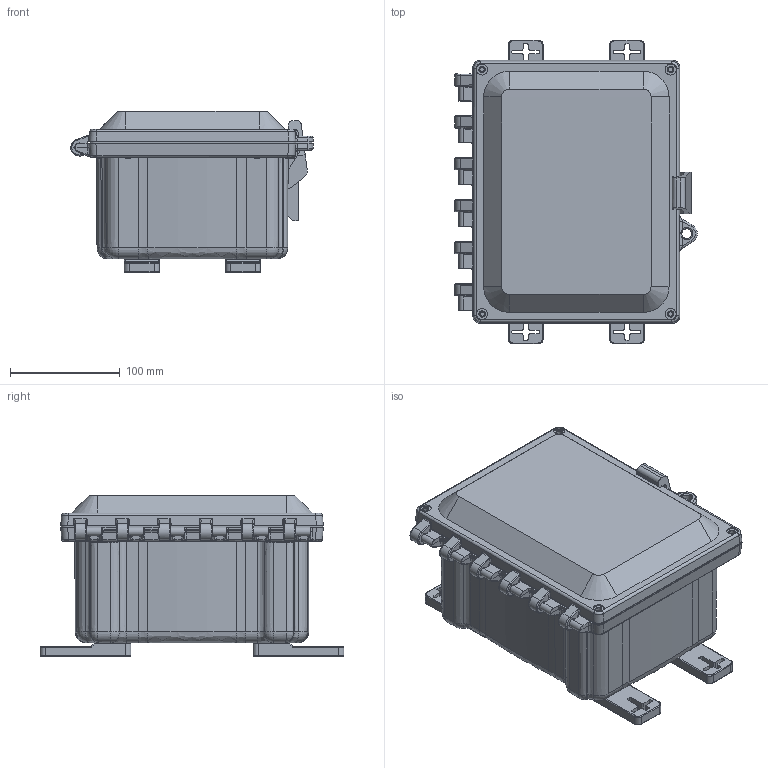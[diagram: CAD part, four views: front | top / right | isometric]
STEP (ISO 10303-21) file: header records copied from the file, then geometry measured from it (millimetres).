
FILE_DESCRIPTION (( 'STEP AP214' ), '1' );
FILE_NAME ('AH864HW.STEP', '2025-02-19T13:23:02', ( '' ), ( '' ), 'SwSTEP 2.0', 'SolidWorks 2024', '' );
FILE_SCHEMA (( 'AUTOMOTIVE_DESIGN' ));
Length unit declared in the file: inch
Products named in the file (1): AH864HW
Bounding box: 220.38 x 276.23 x 146.94 mm (x, y, z)
Volume: 952304 mm3; surface area: 429101.9 mm2
Topology: 4 solids, 8 shells, 2156 faces, 5271 edges, 3151 vertices
Faces by surface type: bspline 729, cylinder 681, plane 550, cone 165, torus 31
Full cylindrical faces by diameter (mm): 3.967 x8, 4.953 x4, 6.35 x8, 7.937 x6, 7.938 x4, 8.319 x6, 9.525 x1, 9.906 x4, 11.43 x1
Entity records: 104675 total; most frequent: CARTESIAN_POINT 63577, ORIENTED_EDGE 10142, DIRECTION 6072, EDGE_CURVE 5071, VERTEX_POINT 3074, EDGE_LOOP 2333, FACE_OUTER_BOUND 2211, AXIS2_PLACEMENT_3D 2178
